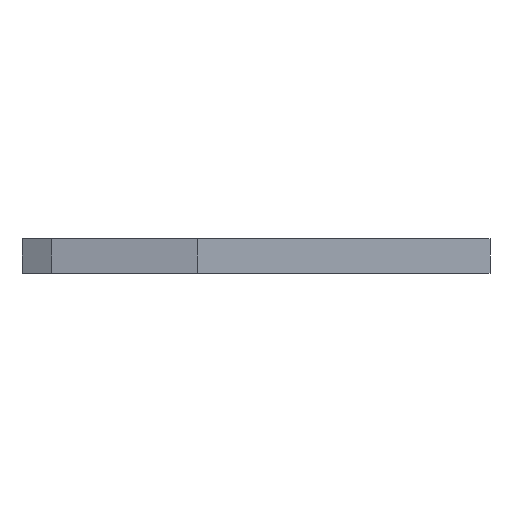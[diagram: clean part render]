
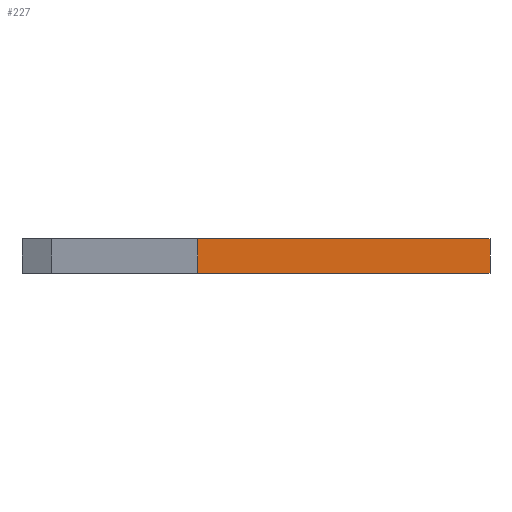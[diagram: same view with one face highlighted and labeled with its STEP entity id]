
A CAD part, left-side view. The second image highlights one B-rep face of the part: STEP entity #227.
In plain terms, the highlighted planar face has unit normal (-1, 0, 0).
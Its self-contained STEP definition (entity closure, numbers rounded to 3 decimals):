
#227=ADVANCED_FACE('',(#259),#260,.F.);
#259=FACE_OUTER_BOUND('',#305,.T.);
#260=PLANE('',#306);
#305=EDGE_LOOP('',(#391,#392,#393,#394));
#306=AXIS2_PLACEMENT_3D('',#395,#396,#397);
#391=ORIENTED_EDGE('',*,*,#506,.T.);
#392=ORIENTED_EDGE('',*,*,#514,.T.);
#393=ORIENTED_EDGE('',*,*,#510,.F.);
#394=ORIENTED_EDGE('',*,*,#515,.F.);
#395=CARTESIAN_POINT('',(7.343,0.0,0.0));
#396=DIRECTION('',(1.0,0.0,-0.0));
#397=DIRECTION('',(-0.0,0.0,-1.0));
#506=EDGE_CURVE('',#559,#560,#561,.T.);
#510=EDGE_CURVE('',#567,#568,#569,.T.);
#514=EDGE_CURVE('',#560,#568,#575,.T.);
#515=EDGE_CURVE('',#559,#567,#576,.T.);
#559=VERTEX_POINT('',#646);
#560=VERTEX_POINT('',#647);
#561=LINE('',#648,#649);
#567=VERTEX_POINT('',#658);
#568=VERTEX_POINT('',#659);
#569=LINE('',#660,#661);
#575=LINE('',#670,#671);
#576=LINE('',#672,#673);
#646=CARTESIAN_POINT('',(7.343,4.239,0.0));
#647=CARTESIAN_POINT('',(7.343,-4.239,0.0));
#648=CARTESIAN_POINT('',(7.343,4.239,0.0));
#649=VECTOR('',#746,1.0);
#658=CARTESIAN_POINT('',(7.343,4.239,1.0));
#659=CARTESIAN_POINT('',(7.343,-4.239,1.0));
#660=CARTESIAN_POINT('',(7.343,4.239,1.0));
#661=VECTOR('',#750,1.0);
#670=CARTESIAN_POINT('',(7.343,-4.239,0.0));
#671=VECTOR('',#754,1.0);
#672=CARTESIAN_POINT('',(7.343,4.239,0.0));
#673=VECTOR('',#755,1.0);
#746=DIRECTION('',(0.0,-1.0,0.0));
#750=DIRECTION('',(0.0,-1.0,0.0));
#754=DIRECTION('',(0.0,0.0,1.0));
#755=DIRECTION('',(0.0,0.0,1.0));
